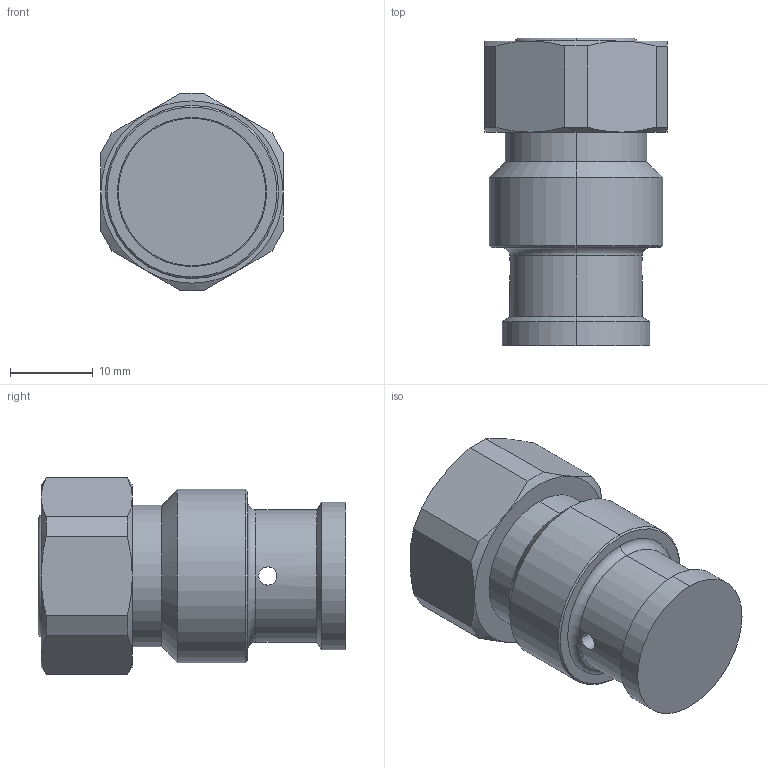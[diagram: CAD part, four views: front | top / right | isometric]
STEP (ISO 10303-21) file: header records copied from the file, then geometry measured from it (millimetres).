
FILE_DESCRIPTION((''),'2;1');
FILE_NAME('1','2021-08-26T',('Administrator'),(''),'PRO/ENGINEER BY PARAMETRIC TECHNOLOGY CORPORATION, 2012090','PRO/ENGINEER BY PARAMETRIC TECHNOLOGY CORPORATION, 2012090','');
FILE_SCHEMA(('CONFIG_CONTROL_DESIGN'));
Length unit declared in the file: millimetre
Products named in the file (1): 1
Bounding box: 22 x 37.1 x 23.85 mm (x, y, z)
Volume: 9609.8 mm3; surface area: 4882.7 mm2
Topology: 1 solids, 1 shells, 110 faces, 246 edges, 151 vertices
Faces by surface type: cylinder 40, plane 30, cone 28, torus 8, bspline 4
Entity records: 4344 total; most frequent: CARTESIAN_POINT 1910, DIRECTION 496, ORIENTED_EDGE 492, EDGE_CURVE 246, AXIS2_PLACEMENT_3D 209, VERTEX_POINT 151, EDGE_LOOP 125, FACE_OUTER_BOUND 110
